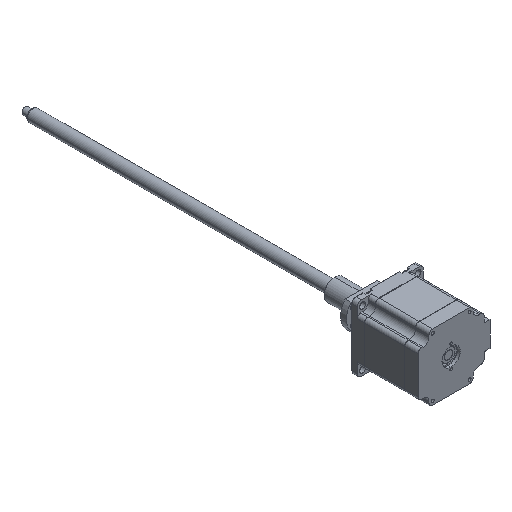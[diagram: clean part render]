
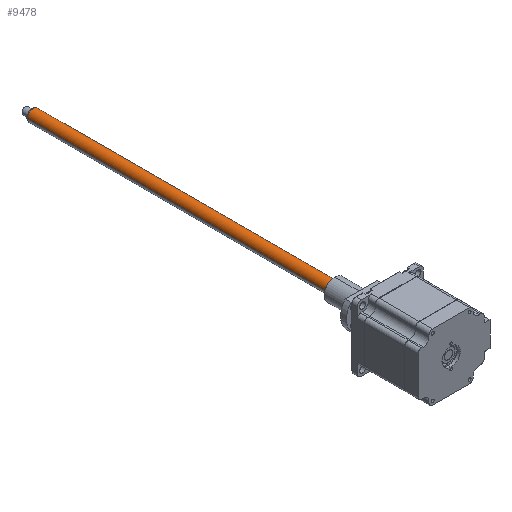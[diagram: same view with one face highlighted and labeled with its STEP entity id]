
A CAD part, isometric view. The second image highlights one B-rep face of the part: STEP entity #9478.
In plain terms, the highlighted cylindrical face has radius 5 mm (diameter 10 mm), a partial arc.
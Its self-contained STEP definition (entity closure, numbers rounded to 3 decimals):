
#292 = VERTEX_POINT ( 'NONE', #6493 ) ;
#704 = AXIS2_PLACEMENT_3D ( 'NONE', #6750, #1169, #7734 ) ;
#1169 = DIRECTION ( 'NONE',  ( 0., -1., 0. ) ) ;
#1239 = ORIENTED_EDGE ( 'NONE', *, *, #6267, .F. ) ;
#1634 = CARTESIAN_POINT ( 'NONE',  ( -16.379, -15.672, 63.65 ) ) ;
#2099 = CARTESIAN_POINT ( 'NONE',  ( -21.379, 284.328, 63.668 ) ) ;
#2151 = VERTEX_POINT ( 'NONE', #2355 ) ;
#2355 = CARTESIAN_POINT ( 'NONE',  ( -21.379, -15.672, 63.668 ) ) ;
#2590 = DIRECTION ( 'NONE',  ( -1., 0., 0.004 ) ) ;
#4264 = EDGE_CURVE ( 'NONE', #292, #5113, #8651, .T. ) ;
#4514 = AXIS2_PLACEMENT_3D ( 'NONE', #1634, #8210, #2590 ) ;
#5050 = CARTESIAN_POINT ( 'NONE',  ( -11.379, 284.328, 63.632 ) ) ;
#5113 = VERTEX_POINT ( 'NONE', #6843 ) ;
#5263 = FACE_OUTER_BOUND ( 'NONE', #8760, .T. ) ;
#5565 = EDGE_CURVE ( 'NONE', #8829, #2151, #10141, .T. ) ;
#5715 = DIRECTION ( 'NONE',  ( -1., 0., 0.004 ) ) ;
#6177 = EDGE_CURVE ( 'NONE', #292, #8829, #6623, .T. ) ;
#6267 = EDGE_CURVE ( 'NONE', #5113, #2151, #10879, .T. ) ;
#6493 = CARTESIAN_POINT ( 'NONE',  ( -11.379, 283.328, 63.632 ) ) ;
#6623 = CIRCLE ( 'NONE', #704, 5. ) ;
#6750 = CARTESIAN_POINT ( 'NONE',  ( -16.379, 283.328, 63.65 ) ) ;
#6843 = CARTESIAN_POINT ( 'NONE',  ( -11.379, -15.672, 63.632 ) ) ;
#7530 = VECTOR ( 'NONE', #11581, 1000. ) ;
#7570 = ORIENTED_EDGE ( 'NONE', *, *, #5565, .T. ) ;
#7734 = DIRECTION ( 'NONE',  ( 1., 0., -0.004 ) ) ;
#8210 = DIRECTION ( 'NONE',  ( 0., -1., 0. ) ) ;
#8651 = LINE ( 'NONE', #5050, #10924 ) ;
#8760 = EDGE_LOOP ( 'NONE', ( #10379, #12235, #7570, #1239 ) ) ;
#8829 = VERTEX_POINT ( 'NONE', #11349 ) ;
#9478 = ADVANCED_FACE ( 'NONE', ( #5263 ), #12225, .T. ) ;
#9673 = AXIS2_PLACEMENT_3D ( 'NONE', #10515, #11451, #5715 ) ;
#10141 = LINE ( 'NONE', #2099, #7530 ) ;
#10379 = ORIENTED_EDGE ( 'NONE', *, *, #4264, .F. ) ;
#10515 = CARTESIAN_POINT ( 'NONE',  ( -16.379, 284.328, 63.65 ) ) ;
#10879 = CIRCLE ( 'NONE', #4514, 5. ) ;
#10924 = VECTOR ( 'NONE', #11750, 1000. ) ;
#11349 = CARTESIAN_POINT ( 'NONE',  ( -21.379, 283.328, 63.668 ) ) ;
#11451 = DIRECTION ( 'NONE',  ( 0., -1., 0. ) ) ;
#11581 = DIRECTION ( 'NONE',  ( 0., -1., 0. ) ) ;
#11750 = DIRECTION ( 'NONE',  ( 0., -1., 0. ) ) ;
#12225 = CYLINDRICAL_SURFACE ( 'NONE', #9673, 5. ) ;
#12235 = ORIENTED_EDGE ( 'NONE', *, *, #6177, .T. ) ;
